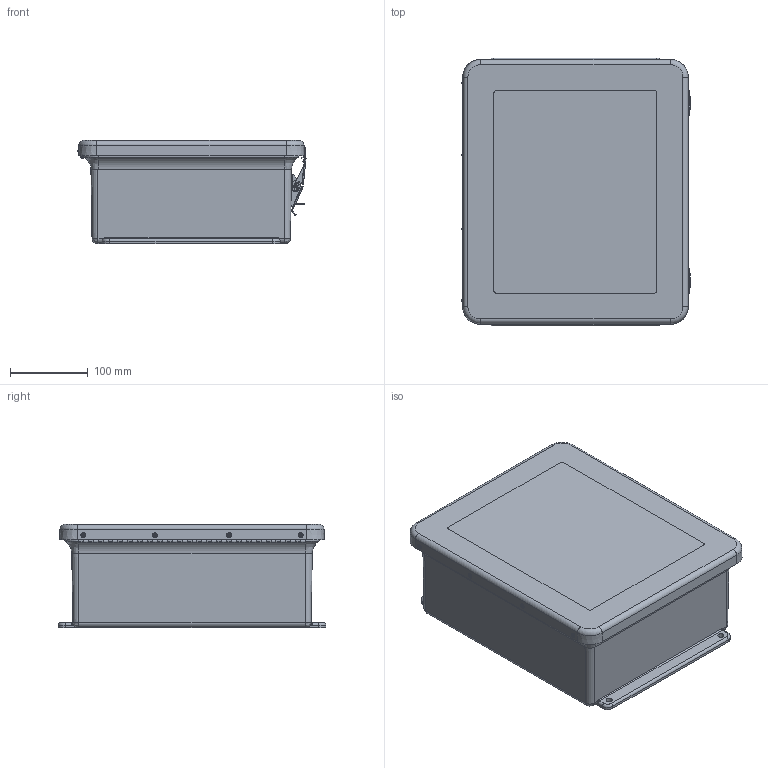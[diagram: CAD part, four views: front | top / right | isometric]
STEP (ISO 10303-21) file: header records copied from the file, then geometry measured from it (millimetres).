
FILE_DESCRIPTION(/* description */ (''),/* implementation_level */ '2;1');
FILE_NAME(/* name */ 'HW-J121005CHQRW.stp',/* time_stamp */ '2014-03-13T10:01:52-05:00',/* author */ ('pmescher'),/* organization */ (''),/* preprocessor_version */ 'ST-DEVELOPER v15.2',/* originating_system */ 'Autodesk Inventor 2014',/* authorisation */ '');
FILE_SCHEMA (('AUTOMOTIVE_DESIGN { 1 0 10303 214 3 1 1 }'));
Length unit declared in the file: inch
Products named in the file (25): J1210HL_4; RMINS45821P_139; RMINS45821P_140; RMINS45821P_141; RMINS45821P_142; J1210BHL; JW1210HLCVR; GASKET_1210; WINDOW_1210; WP1210HLU; RMHINGCOV11; RMHINGBOX11; RMHINGPIN11; RMHING11; RMRIV43; RMRIV44; RMKEEPSSL; Anchor Plate; Locking Layer; Hook blade; Hinge Pin_Lower; Hinge Pin_Upper; RMLATPLSSL; JW1210HPL_STP
Bounding box: 293.32 x 344.49 x 132.56 mm (x, y, z)
Volume: 1599548.1 mm3; surface area: 797776.7 mm2
Topology: 39 solids, 39 shells, 1006 faces, 2565 edges, 1673 vertices
Faces by surface type: plane 438, cylinder 421, torus 68, bspline 40, cone 39
Full cylindrical faces by diameter (mm): 2.159 x47, 2.64 x8, 3.048 x2, 3.175 x16, 3.302 x4, 3.327 x8, 3.429 x18, 3.556 x20, 3.861 x5, 3.962 x7, 4.306 x4, 5.537 x4, 6.35 x8, 6.858 x4, 7.62 x4, 9.525 x2
Entity records: 24777 total; most frequent: CARTESIAN_POINT 5675, DIRECTION 4067, ORIENTED_EDGE 3580, EDGE_CURVE 1790, AXIS2_PLACEMENT_3D 1542, VERTEX_POINT 1231, EDGE_LOOP 1075, LINE 983
